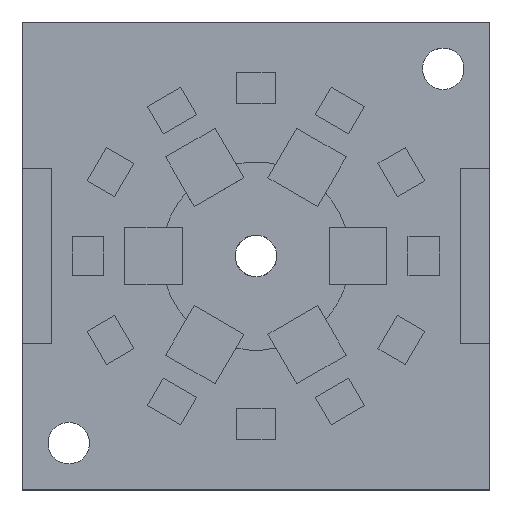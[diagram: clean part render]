
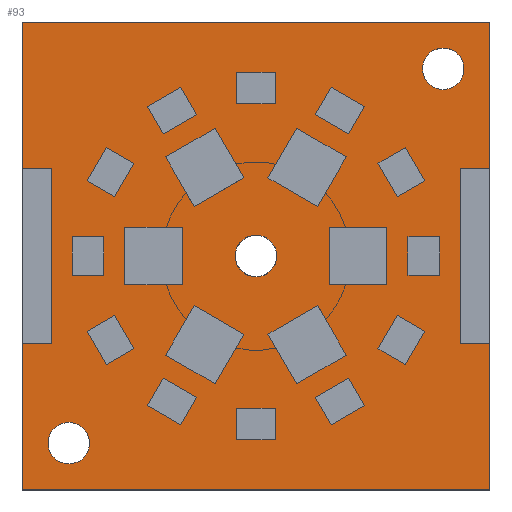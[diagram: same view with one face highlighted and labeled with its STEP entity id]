
A CAD part, top view. The second image highlights one B-rep face of the part: STEP entity #93.
In plain terms, the highlighted planar face has unit normal (0, 0, 1).
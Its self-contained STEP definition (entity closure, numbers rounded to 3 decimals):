
#57 = EDGE_CURVE('',#58,#60,#62,.T.);
#58 = VERTEX_POINT('',#59);
#59 = CARTESIAN_POINT('',(37.485,27.5,2.5));
#60 = VERTEX_POINT('',#61);
#61 = CARTESIAN_POINT('',(39.985,27.5,2.5));
#62 = LINE('',#63,#64);
#63 = CARTESIAN_POINT('',(28.743,27.5,2.5));
#64 = VECTOR('',#65,1.);
#65 = DIRECTION('',(1.,0.,0.));
#93 = ADVANCED_FACE('',(#94,#160,#171,#182,#207),#218,.T.);
#94 = FACE_BOUND('',#95,.T.);
#95 = EDGE_LOOP('',(#96,#106,#114,#122,#130,#138,#146,#154));
#96 = ORIENTED_EDGE('',*,*,#97,.T.);
#97 = EDGE_CURVE('',#98,#100,#102,.T.);
#98 = VERTEX_POINT('',#99);
#99 = CARTESIAN_POINT('',(0.,12.5,2.5));
#100 = VERTEX_POINT('',#101);
#101 = CARTESIAN_POINT('',(0.,0.,2.5));
#102 = LINE('',#103,#104);
#103 = CARTESIAN_POINT('',(0.,40.,2.5));
#104 = VECTOR('',#105,1.);
#105 = DIRECTION('',(0.,-1.,0.));
#106 = ORIENTED_EDGE('',*,*,#107,.T.);
#107 = EDGE_CURVE('',#100,#108,#110,.T.);
#108 = VERTEX_POINT('',#109);
#109 = CARTESIAN_POINT('',(40.,0.,2.5));
#110 = LINE('',#111,#112);
#111 = CARTESIAN_POINT('',(0.,0.,2.5));
#112 = VECTOR('',#113,1.);
#113 = DIRECTION('',(1.,0.,0.));
#114 = ORIENTED_EDGE('',*,*,#115,.T.);
#115 = EDGE_CURVE('',#108,#116,#118,.T.);
#116 = VERTEX_POINT('',#117);
#117 = CARTESIAN_POINT('',(40.,40.,2.5));
#118 = LINE('',#119,#120);
#119 = CARTESIAN_POINT('',(40.,0.,2.5));
#120 = VECTOR('',#121,1.);
#121 = DIRECTION('',(0.,1.,0.));
#122 = ORIENTED_EDGE('',*,*,#123,.T.);
#123 = EDGE_CURVE('',#116,#124,#126,.T.);
#124 = VERTEX_POINT('',#125);
#125 = CARTESIAN_POINT('',(0.,40.,2.5));
#126 = LINE('',#127,#128);
#127 = CARTESIAN_POINT('',(40.,40.,2.5));
#128 = VECTOR('',#129,1.);
#129 = DIRECTION('',(-1.,0.,0.));
#130 = ORIENTED_EDGE('',*,*,#131,.T.);
#131 = EDGE_CURVE('',#124,#132,#134,.T.);
#132 = VERTEX_POINT('',#133);
#133 = CARTESIAN_POINT('',(0.,27.5,2.5));
#134 = LINE('',#135,#136);
#135 = CARTESIAN_POINT('',(0.,40.,2.5));
#136 = VECTOR('',#137,1.);
#137 = DIRECTION('',(0.,-1.,0.));
#138 = ORIENTED_EDGE('',*,*,#139,.F.);
#139 = EDGE_CURVE('',#140,#132,#142,.T.);
#140 = VERTEX_POINT('',#141);
#141 = CARTESIAN_POINT('',(2.5,27.5,2.5));
#142 = LINE('',#143,#144);
#143 = CARTESIAN_POINT('',(10.,27.5,2.5));
#144 = VECTOR('',#145,1.);
#145 = DIRECTION('',(-1.,0.,0.));
#146 = ORIENTED_EDGE('',*,*,#147,.F.);
#147 = EDGE_CURVE('',#148,#140,#150,.T.);
#148 = VERTEX_POINT('',#149);
#149 = CARTESIAN_POINT('',(2.5,12.5,2.5));
#150 = LINE('',#151,#152);
#151 = CARTESIAN_POINT('',(2.5,23.75,2.5));
#152 = VECTOR('',#153,1.);
#153 = DIRECTION('',(0.,1.,0.));
#154 = ORIENTED_EDGE('',*,*,#155,.F.);
#155 = EDGE_CURVE('',#98,#148,#156,.T.);
#156 = LINE('',#157,#158);
#157 = CARTESIAN_POINT('',(11.25,12.5,2.5));
#158 = VECTOR('',#159,1.);
#159 = DIRECTION('',(1.,0.,0.));
#160 = FACE_BOUND('',#161,.T.);
#161 = EDGE_LOOP('',(#162));
#162 = ORIENTED_EDGE('',*,*,#163,.F.);
#163 = EDGE_CURVE('',#164,#164,#166,.T.);
#164 = VERTEX_POINT('',#165);
#165 = CARTESIAN_POINT('',(5.775,4.,2.5));
#166 = CIRCLE('',#167,1.775);
#167 = AXIS2_PLACEMENT_3D('',#168,#169,#170);
#168 = CARTESIAN_POINT('',(4.,4.,2.5));
#169 = DIRECTION('',(0.,0.,1.));
#170 = DIRECTION('',(1.,0.,0.));
#171 = FACE_BOUND('',#172,.T.);
#172 = EDGE_LOOP('',(#173));
#173 = ORIENTED_EDGE('',*,*,#174,.F.);
#174 = EDGE_CURVE('',#175,#175,#177,.T.);
#175 = VERTEX_POINT('',#176);
#176 = CARTESIAN_POINT('',(21.775,20.,2.5));
#177 = CIRCLE('',#178,1.775);
#178 = AXIS2_PLACEMENT_3D('',#179,#180,#181);
#179 = CARTESIAN_POINT('',(20.,20.,2.5));
#180 = DIRECTION('',(0.,0.,1.));
#181 = DIRECTION('',(1.,0.,0.));
#182 = FACE_BOUND('',#183,.T.);
#183 = EDGE_LOOP('',(#184,#192,#193,#201));
#184 = ORIENTED_EDGE('',*,*,#185,.T.);
#185 = EDGE_CURVE('',#186,#58,#188,.T.);
#186 = VERTEX_POINT('',#187);
#187 = CARTESIAN_POINT('',(37.485,12.5,2.5));
#188 = LINE('',#189,#190);
#189 = CARTESIAN_POINT('',(37.485,16.25,2.5));
#190 = VECTOR('',#191,1.);
#191 = DIRECTION('',(0.,1.,-0.));
#192 = ORIENTED_EDGE('',*,*,#57,.T.);
#193 = ORIENTED_EDGE('',*,*,#194,.T.);
#194 = EDGE_CURVE('',#60,#195,#197,.T.);
#195 = VERTEX_POINT('',#196);
#196 = CARTESIAN_POINT('',(39.985,12.5,2.5));
#197 = LINE('',#198,#199);
#198 = CARTESIAN_POINT('',(39.985,23.75,2.5));
#199 = VECTOR('',#200,1.);
#200 = DIRECTION('',(0.,-1.,0.));
#201 = ORIENTED_EDGE('',*,*,#202,.T.);
#202 = EDGE_CURVE('',#195,#186,#203,.T.);
#203 = LINE('',#204,#205);
#204 = CARTESIAN_POINT('',(29.993,12.5,2.5));
#205 = VECTOR('',#206,1.);
#206 = DIRECTION('',(-1.,0.,0.));
#207 = FACE_BOUND('',#208,.T.);
#208 = EDGE_LOOP('',(#209));
#209 = ORIENTED_EDGE('',*,*,#210,.F.);
#210 = EDGE_CURVE('',#211,#211,#213,.T.);
#211 = VERTEX_POINT('',#212);
#212 = CARTESIAN_POINT('',(37.775,36.,2.5));
#213 = CIRCLE('',#214,1.775);
#214 = AXIS2_PLACEMENT_3D('',#215,#216,#217);
#215 = CARTESIAN_POINT('',(36.,36.,2.5));
#216 = DIRECTION('',(0.,0.,1.));
#217 = DIRECTION('',(1.,0.,0.));
#218 = PLANE('',#219);
#219 = AXIS2_PLACEMENT_3D('',#220,#221,#222);
#220 = CARTESIAN_POINT('',(20.,20.,2.5));
#221 = DIRECTION('',(0.,0.,1.));
#222 = DIRECTION('',(1.,0.,0.));
